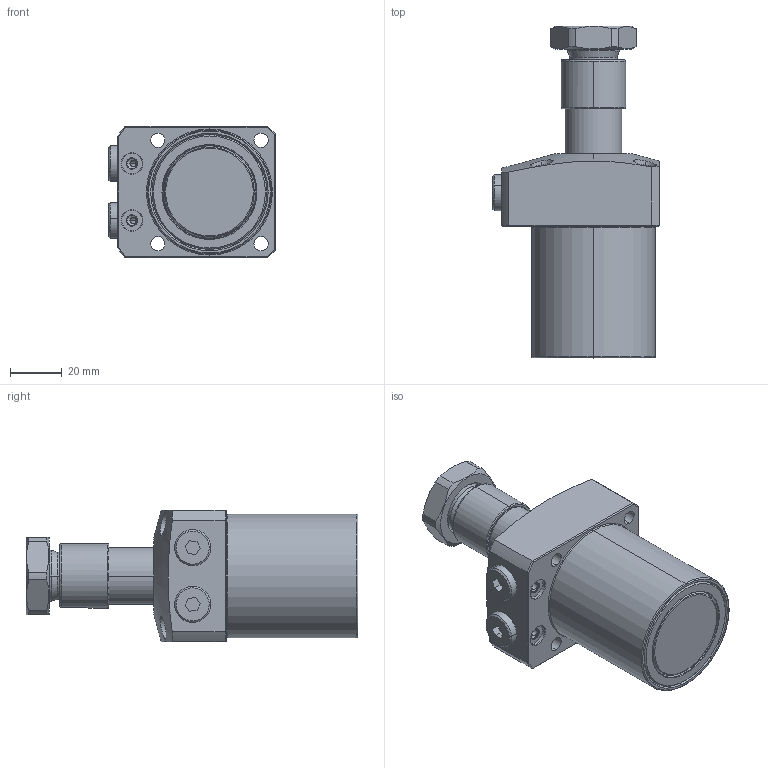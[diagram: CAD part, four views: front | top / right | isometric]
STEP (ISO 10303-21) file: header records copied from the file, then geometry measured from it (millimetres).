
FILE_DESCRIPTION (( 'STEP AP203' ), '1' );
FILE_NAME ('LHA0480-CL.STEP', '2018-12-15T03:41:34', ( '微软用户' ), ( '微软中国' ), 'SwSTEP 2.0', 'SolidWorks 2012', '' );
FILE_SCHEMA (( 'CONFIG_CONTROL_DESIGN' ));
Length unit declared in the file: millimetre
Products named in the file (7): LHA0480-槭暌溛(蹬怮椔); LHA0480-咂衝椳紕_蹬怮椔); LHA0480-楓羔_蹬怮椔); LHA0480-ů_; LHA0480-簸忣諍匏_; Gȼ__8; LHA0480-CL
Assembly tree (7 placements, depth 2):
  LHA0480-CL
    LHA0480-槭暌溛(蹬怮椔)
    LHA0480-咂衝椳紕_蹬怮椔)
    LHA0480-楓羔_蹬怮椔)
    LHA0480-ů_
    LHA0480-簸忣諍匏_
    Gȼ__8  x2
Bounding box: 64.5 x 128.5 x 51 mm (x, y, z)
Volume: 191717.8 mm3; surface area: 35421.7 mm2
Topology: 7 solids, 7 shells, 240 faces, 569 edges, 355 vertices
Faces by surface type: cylinder 81, plane 78, cone 55, torus 24, sphere 2
Entity records: 8108 total; most frequent: CARTESIAN_POINT 2065, DIRECTION 1155, ORIENTED_EDGE 1078, EDGE_CURVE 539, AXIS2_PLACEMENT_3D 475, VERTEX_POINT 337, EDGE_LOOP 254, CIRCLE 238
